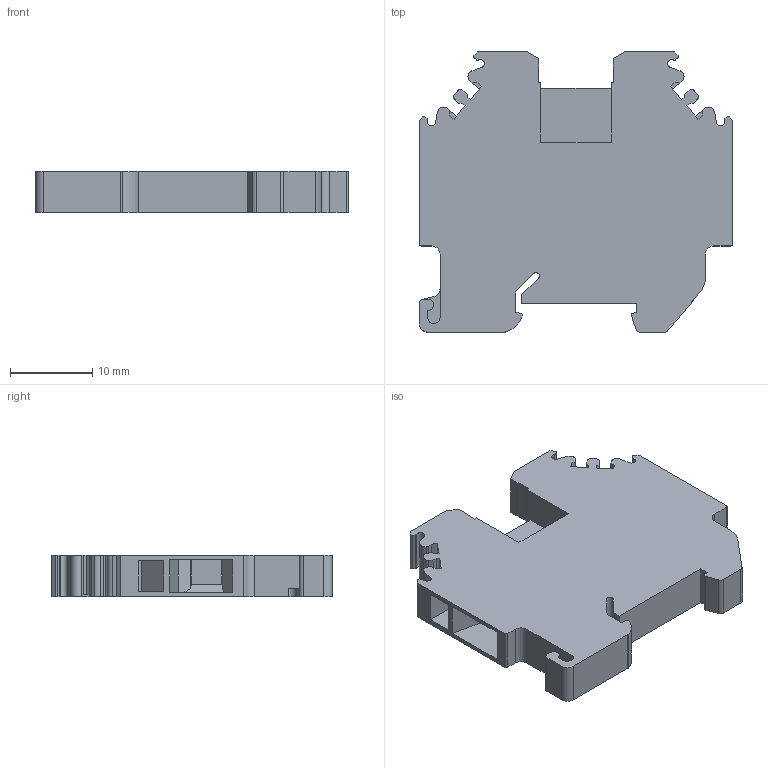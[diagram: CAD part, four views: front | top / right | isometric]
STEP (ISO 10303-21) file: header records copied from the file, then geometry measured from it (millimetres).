
FILE_DESCRIPTION(/* description */ ('Unknown'),/* implementation_level */ '2;1');
FILE_NAME(/* name */ 'SCT2_5_GY_3D-238',/* time_stamp */ '2024-12-13T14:41:17+05:00',/* author */ ('Unknown'),/* organization */ ('Unknown'),/* preprocessor_version */ 'ST-DEVELOPER v16.7',/* originating_system */ 'Solid Edge',/* authorisation */ 'Unknown');
FILE_SCHEMA (('AUTOMOTIVE_DESIGN {1 0 10303 214 3 1 1}'));
Length unit declared in the file: millimetre
Products named in the file (1): SCT2_5_GY_3D-238
Bounding box: 38 x 34 x 5 mm (x, y, z)
Volume: 4239.6 mm3; surface area: 3774.2 mm2
Topology: 1 solids, 1 shells, 193 faces, 540 edges, 356 vertices
Faces by surface type: plane 155, cylinder 38
Entity records: 6165 total; most frequent: CARTESIAN_POINT 1090, ORIENTED_EDGE 1080, DIRECTION 1005, EDGE_CURVE 540, LINE 463, VECTOR 463, VERTEX_POINT 356, AXIS2_PLACEMENT_3D 271
